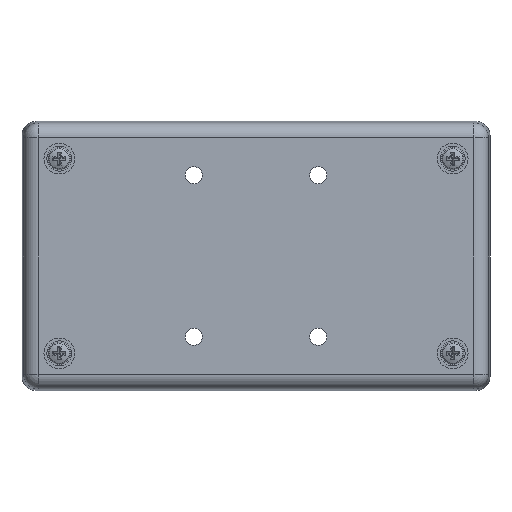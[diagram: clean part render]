
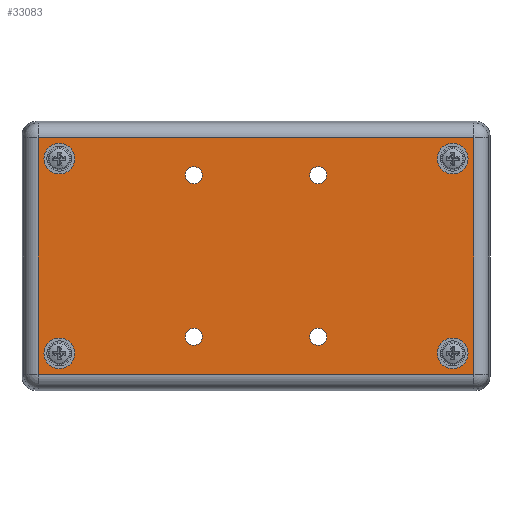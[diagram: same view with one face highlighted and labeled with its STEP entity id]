
A CAD part, left-side view. The second image highlights one B-rep face of the part: STEP entity #33083.
In plain terms, the highlighted planar face has unit normal (-1, 0, 0).
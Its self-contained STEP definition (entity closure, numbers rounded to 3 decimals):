
#25949=CARTESIAN_POINT('',(664.674,315.095,-27.126));
#25950=VERTEX_POINT('',#25949);
#25951=CARTESIAN_POINT('',(664.674,315.095,-23.426));
#25952=DIRECTION('',(1.0,0.0,0.0));
#25953=DIRECTION('',(0.0,0.0,-1.0));
#25954=AXIS2_PLACEMENT_3D('',#25951,#25952,#25953);
#25955=CIRCLE('',#25954,3.7);
#25956=EDGE_CURVE('',#25950,#25950,#25955,.T.);
#25989=CARTESIAN_POINT('',(664.674,410.095,-27.126));
#25990=VERTEX_POINT('',#25989);
#25991=CARTESIAN_POINT('',(664.674,410.095,-23.426));
#25992=DIRECTION('',(1.0,0.0,0.0));
#25993=DIRECTION('',(0.0,0.0,-1.0));
#25994=AXIS2_PLACEMENT_3D('',#25991,#25992,#25993);
#25995=CIRCLE('',#25994,3.7);
#25996=EDGE_CURVE('',#25990,#25990,#25995,.T.);
#26029=CARTESIAN_POINT('',(664.674,315.095,19.874));
#26030=VERTEX_POINT('',#26029);
#26031=CARTESIAN_POINT('',(664.674,315.095,23.574));
#26032=DIRECTION('',(1.0,0.0,0.0));
#26033=DIRECTION('',(0.0,0.0,-1.0));
#26034=AXIS2_PLACEMENT_3D('',#26031,#26032,#26033);
#26035=CIRCLE('',#26034,3.7);
#26036=EDGE_CURVE('',#26030,#26030,#26035,.T.);
#26069=CARTESIAN_POINT('',(664.674,410.095,19.874));
#26070=VERTEX_POINT('',#26069);
#26071=CARTESIAN_POINT('',(664.674,410.095,23.574));
#26072=DIRECTION('',(1.0,0.0,0.0));
#26073=DIRECTION('',(0.0,0.0,-1.0));
#26074=AXIS2_PLACEMENT_3D('',#26071,#26072,#26073);
#26075=CIRCLE('',#26074,3.7);
#26076=EDGE_CURVE('',#26070,#26070,#26075,.T.);
#26109=CARTESIAN_POINT('',(664.674,347.595,-21.476));
#26110=VERTEX_POINT('',#26109);
#26111=CARTESIAN_POINT('',(664.674,347.595,-19.426));
#26112=DIRECTION('',(1.0,0.0,0.0));
#26113=DIRECTION('',(0.0,0.0,-1.0));
#26114=AXIS2_PLACEMENT_3D('',#26111,#26112,#26113);
#26115=CIRCLE('',#26114,2.05);
#26116=EDGE_CURVE('',#26110,#26110,#26115,.T.);
#26137=CARTESIAN_POINT('',(664.674,377.595,-21.476));
#26138=VERTEX_POINT('',#26137);
#26139=CARTESIAN_POINT('',(664.674,377.595,-19.426));
#26140=DIRECTION('',(1.0,0.0,0.0));
#26141=DIRECTION('',(0.0,0.0,-1.0));
#26142=AXIS2_PLACEMENT_3D('',#26139,#26140,#26141);
#26143=CIRCLE('',#26142,2.05);
#26144=EDGE_CURVE('',#26138,#26138,#26143,.T.);
#26165=CARTESIAN_POINT('',(664.674,347.595,17.524));
#26166=VERTEX_POINT('',#26165);
#26167=CARTESIAN_POINT('',(664.674,347.595,19.574));
#26168=DIRECTION('',(1.0,0.0,0.0));
#26169=DIRECTION('',(0.0,0.0,-1.0));
#26170=AXIS2_PLACEMENT_3D('',#26167,#26168,#26169);
#26171=CIRCLE('',#26170,2.05);
#26172=EDGE_CURVE('',#26166,#26166,#26171,.T.);
#26193=CARTESIAN_POINT('',(664.674,377.595,17.524));
#26194=VERTEX_POINT('',#26193);
#26195=CARTESIAN_POINT('',(664.674,377.595,19.574));
#26196=DIRECTION('',(1.0,0.0,0.0));
#26197=DIRECTION('',(0.0,0.0,-1.0));
#26198=AXIS2_PLACEMENT_3D('',#26195,#26196,#26197);
#26199=CIRCLE('',#26198,2.05);
#26200=EDGE_CURVE('',#26194,#26194,#26199,.T.);
#32763=CARTESIAN_POINT('',(664.674,309.993,-28.528));
#32764=VERTEX_POINT('',#32763);
#32798=CARTESIAN_POINT('',(664.674,415.198,-28.528));
#32799=VERTEX_POINT('',#32798);
#32829=CARTESIAN_POINT('',(664.674,309.993,-28.528));
#32830=DIRECTION('',(0.0,1.0,0.0));
#32831=VECTOR('',#32830,105.204);
#32832=LINE('',#32829,#32831);
#32833=EDGE_CURVE('',#32764,#32799,#32832,.T.);
#32855=CARTESIAN_POINT('',(664.674,309.993,28.676));
#32856=VERTEX_POINT('',#32855);
#32890=CARTESIAN_POINT('',(664.674,415.198,28.676));
#32891=VERTEX_POINT('',#32890);
#32921=CARTESIAN_POINT('',(664.674,415.198,-28.528));
#32922=DIRECTION('',(0.0,0.0,1.0));
#32923=VECTOR('',#32922,57.204);
#32924=LINE('',#32921,#32923);
#32925=EDGE_CURVE('',#32799,#32891,#32924,.T.);
#32943=CARTESIAN_POINT('',(664.674,415.198,28.676));
#32944=DIRECTION('',(0.0,-1.0,0.0));
#32945=VECTOR('',#32944,105.204);
#32946=LINE('',#32943,#32945);
#32947=EDGE_CURVE('',#32891,#32856,#32946,.T.);
#32965=CARTESIAN_POINT('',(664.674,309.993,28.676));
#32966=DIRECTION('',(0.0,0.0,-1.0));
#32967=VECTOR('',#32966,57.204);
#32968=LINE('',#32965,#32967);
#32969=EDGE_CURVE('',#32856,#32764,#32968,.T.);
#33048=CARTESIAN_POINT('',(664.674,306.095,32.574));
#33049=DIRECTION('',(1.0,0.0,0.0));
#33050=DIRECTION('',(0.0,0.0,-1.0));
#33051=AXIS2_PLACEMENT_3D('',#33048,#33049,#33050);
#33052=PLANE('',#33051);
#33053=ORIENTED_EDGE('',*,*,#32833,.F.);
#33054=ORIENTED_EDGE('',*,*,#32969,.F.);
#33055=ORIENTED_EDGE('',*,*,#32947,.F.);
#33056=ORIENTED_EDGE('',*,*,#32925,.F.);
#33057=EDGE_LOOP('',(#33053,#33054,#33055,#33056));
#33058=FACE_OUTER_BOUND('',#33057,.T.);
#33059=ORIENTED_EDGE('',*,*,#25956,.T.);
#33060=EDGE_LOOP('',(#33059));
#33061=FACE_BOUND('',#33060,.T.);
#33062=ORIENTED_EDGE('',*,*,#25996,.T.);
#33063=EDGE_LOOP('',(#33062));
#33064=FACE_BOUND('',#33063,.T.);
#33065=ORIENTED_EDGE('',*,*,#26036,.T.);
#33066=EDGE_LOOP('',(#33065));
#33067=FACE_BOUND('',#33066,.T.);
#33068=ORIENTED_EDGE('',*,*,#26076,.T.);
#33069=EDGE_LOOP('',(#33068));
#33070=FACE_BOUND('',#33069,.T.);
#33071=ORIENTED_EDGE('',*,*,#26116,.T.);
#33072=EDGE_LOOP('',(#33071));
#33073=FACE_BOUND('',#33072,.T.);
#33074=ORIENTED_EDGE('',*,*,#26144,.T.);
#33075=EDGE_LOOP('',(#33074));
#33076=FACE_BOUND('',#33075,.T.);
#33077=ORIENTED_EDGE('',*,*,#26172,.T.);
#33078=EDGE_LOOP('',(#33077));
#33079=FACE_BOUND('',#33078,.T.);
#33080=ORIENTED_EDGE('',*,*,#26200,.T.);
#33081=EDGE_LOOP('',(#33080));
#33082=FACE_BOUND('',#33081,.T.);
#33083=ADVANCED_FACE('',(#33058,#33061,#33064,#33067,#33070,#33073,#33076,#33079,#33082),#33052,.F.);
